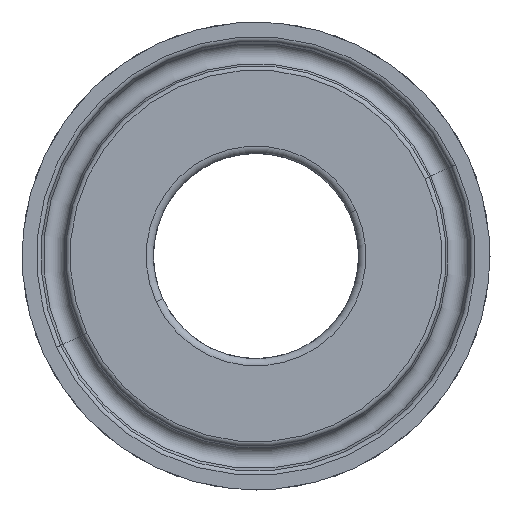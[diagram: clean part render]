
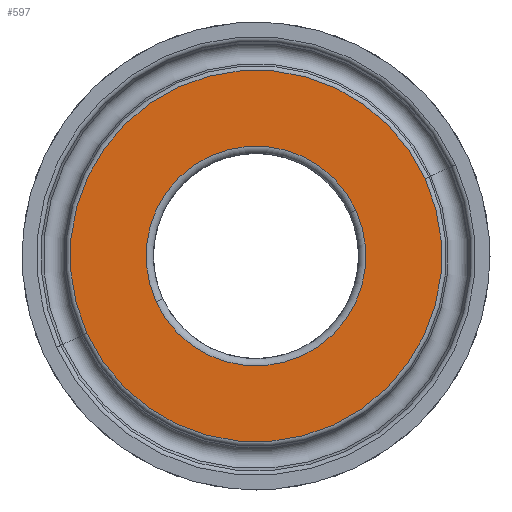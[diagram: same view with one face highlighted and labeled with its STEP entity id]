
A CAD part, front view. The second image highlights one B-rep face of the part: STEP entity #597.
In plain terms, the highlighted face is planar.
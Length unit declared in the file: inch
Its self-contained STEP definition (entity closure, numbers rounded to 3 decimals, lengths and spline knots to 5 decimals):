
#86 = DIRECTION ( 'NONE',  ( 0., 0., -1. ) ) ;
#98 = DIRECTION ( 'NONE',  ( 0., 0., -1. ) ) ;
#173 = EDGE_CURVE ( 'NONE', #490, #373, #238, .T. ) ;
#180 = CARTESIAN_POINT ( 'NONE',  ( 0., 0.19685, 0. ) ) ;
#199 = EDGE_CURVE ( 'NONE', #373, #490, #1142, .T. ) ;
#227 = ORIENTED_EDGE ( 'NONE', *, *, #199, .T. ) ;
#238 = CIRCLE ( 'NONE', #929, 0.46614 ) ;
#308 = AXIS2_PLACEMENT_3D ( 'NONE', #1553, #1678, #86 ) ;
#356 = DIRECTION ( 'NONE',  ( 0., -1., 0. ) ) ;
#367 = CIRCLE ( 'NONE', #507, 0.78811 ) ;
#373 = VERTEX_POINT ( 'NONE', #1305 ) ;
#405 = VERTEX_POINT ( 'NONE', #800 ) ;
#426 = EDGE_LOOP ( 'NONE', ( #940, #1448 ) ) ;
#476 = DIRECTION ( 'NONE',  ( 0., 0., -1. ) ) ;
#490 = VERTEX_POINT ( 'NONE', #943 ) ;
#492 = DIRECTION ( 'NONE',  ( 0., 1., 0. ) ) ;
#507 = AXIS2_PLACEMENT_3D ( 'NONE', #180, #492, #98 ) ;
#597 = ADVANCED_FACE ( 'NONE', ( #1612, #612 ), #1407, .F. ) ;
#599 = CARTESIAN_POINT ( 'NONE',  ( 0., 0.19685, 0. ) ) ;
#600 = DIRECTION ( 'NONE',  ( 0., -1., 0. ) ) ;
#610 = CARTESIAN_POINT ( 'NONE',  ( 0., 0.19685, 0.78811 ) ) ;
#612 = FACE_BOUND ( 'NONE', #1261, .T. ) ;
#732 = CARTESIAN_POINT ( 'NONE',  ( 0., 0.19685, 0. ) ) ;
#758 = DIRECTION ( 'NONE',  ( 0., 0., -1. ) ) ;
#780 = EDGE_CURVE ( 'NONE', #1345, #405, #1108, .T. ) ;
#800 = CARTESIAN_POINT ( 'NONE',  ( 0., 0.19685, -0.78811 ) ) ;
#804 = ORIENTED_EDGE ( 'NONE', *, *, #173, .T. ) ;
#841 = AXIS2_PLACEMENT_3D ( 'NONE', #732, #1121, #476 ) ;
#894 = EDGE_CURVE ( 'NONE', #405, #1345, #367, .T. ) ;
#929 = AXIS2_PLACEMENT_3D ( 'NONE', #1656, #600, #1392 ) ;
#940 = ORIENTED_EDGE ( 'NONE', *, *, #894, .T. ) ;
#943 = CARTESIAN_POINT ( 'NONE',  ( 0., 0.19685, 0.46614 ) ) ;
#1108 = CIRCLE ( 'NONE', #308, 0.78811 ) ;
#1121 = DIRECTION ( 'NONE',  ( 0., -1., 0. ) ) ;
#1142 = CIRCLE ( 'NONE', #841, 0.46614 ) ;
#1261 = EDGE_LOOP ( 'NONE', ( #227, #804 ) ) ;
#1305 = CARTESIAN_POINT ( 'NONE',  ( 0., 0.19685, -0.46614 ) ) ;
#1345 = VERTEX_POINT ( 'NONE', #610 ) ;
#1383 = AXIS2_PLACEMENT_3D ( 'NONE', #599, #356, #758 ) ;
#1392 = DIRECTION ( 'NONE',  ( 0., 0., -1. ) ) ;
#1407 = PLANE ( 'NONE',  #1383 ) ;
#1448 = ORIENTED_EDGE ( 'NONE', *, *, #780, .T. ) ;
#1553 = CARTESIAN_POINT ( 'NONE',  ( 0., 0.19685, 0. ) ) ;
#1612 = FACE_OUTER_BOUND ( 'NONE', #426, .T. ) ;
#1656 = CARTESIAN_POINT ( 'NONE',  ( 0., 0.19685, 0. ) ) ;
#1678 = DIRECTION ( 'NONE',  ( 0., 1., 0. ) ) ;
